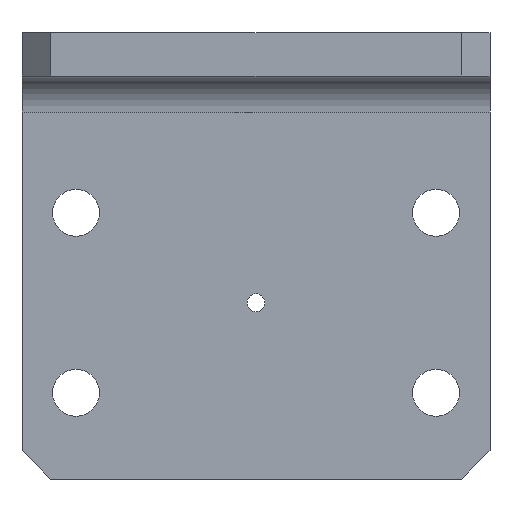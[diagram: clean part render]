
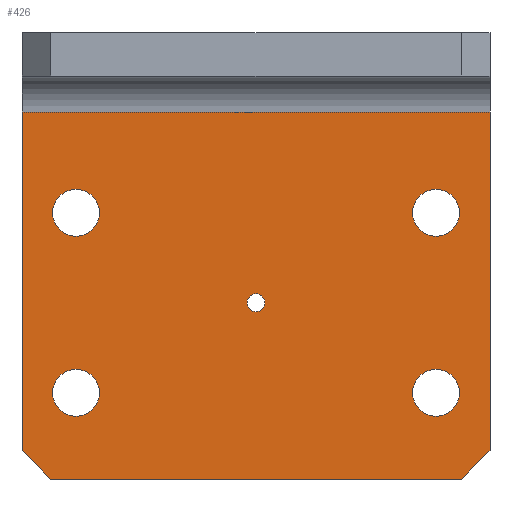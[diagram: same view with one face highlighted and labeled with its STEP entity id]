
A CAD part, left-side view. The second image highlights one B-rep face of the part: STEP entity #426.
In plain terms, the highlighted planar face has unit normal (-1, 0, 0).
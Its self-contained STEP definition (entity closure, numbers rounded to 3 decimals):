
#35 = VERTEX_POINT ( 'NONE', #630 ) ;
#43 = CARTESIAN_POINT ( 'NONE',  ( 56., 4., -62. ) ) ;
#49 = DIRECTION ( 'NONE',  ( -1., 0., 0. ) ) ;
#67 = DIRECTION ( 'NONE',  ( 0., 0., 1. ) ) ;
#71 = DIRECTION ( 'NONE',  ( 0., 0., 1. ) ) ;
#83 = EDGE_LOOP ( 'NONE', ( #600 ) ) ;
#88 = VECTOR ( 'NONE', #721, 1000. ) ;
#99 = EDGE_CURVE ( 'NONE', #527, #527, #792, .T. ) ;
#103 = CIRCLE ( 'NONE', #216, 3.25 ) ;
#104 = ORIENTED_EDGE ( 'NONE', *, *, #125, .T. ) ;
#125 = EDGE_CURVE ( 'NONE', #328, #655, #621, .T. ) ;
#130 = VECTOR ( 'NONE', #458, 1000. ) ;
#131 = EDGE_CURVE ( 'NONE', #35, #328, #705, .T. ) ;
#134 = DIRECTION ( 'NONE',  ( 0., 0., 1. ) ) ;
#143 = CIRCLE ( 'NONE', #411, 3.25 ) ;
#151 = EDGE_CURVE ( 'NONE', #337, #337, #272, .T. ) ;
#156 = CARTESIAN_POINT ( 'NONE',  ( 56., 65., -62. ) ) ;
#163 = DIRECTION ( 'NONE',  ( 1., 0., 0. ) ) ;
#168 = EDGE_CURVE ( 'NONE', #590, #590, #143, .T. ) ;
#174 = DIRECTION ( 'NONE',  ( -1., 0., 0. ) ) ;
#187 = DIRECTION ( 'NONE',  ( 0., -0.707, 0.707 ) ) ;
#194 = EDGE_CURVE ( 'NONE', #636, #655, #712, .T. ) ;
#195 = CARTESIAN_POINT ( 'NONE',  ( 56., 7.5, -50. ) ) ;
#206 = EDGE_CURVE ( 'NONE', #557, #491, #591, .T. ) ;
#216 = AXIS2_PLACEMENT_3D ( 'NONE', #472, #773, #134 ) ;
#222 = VERTEX_POINT ( 'NONE', #430 ) ;
#223 = ORIENTED_EDGE ( 'NONE', *, *, #287, .F. ) ;
#230 = AXIS2_PLACEMENT_3D ( 'NONE', #195, #274, #67 ) ;
#255 = CARTESIAN_POINT ( 'NONE',  ( 56., 0., -62. ) ) ;
#269 = CARTESIAN_POINT ( 'NONE',  ( 56., 65., -11. ) ) ;
#270 = CARTESIAN_POINT ( 'NONE',  ( 56., 57.5, -46.75 ) ) ;
#272 = CIRCLE ( 'NONE', #553, 1.25 ) ;
#274 = DIRECTION ( 'NONE',  ( -1., 0., 0. ) ) ;
#277 = CARTESIAN_POINT ( 'NONE',  ( 56., 7.5, -21.75 ) ) ;
#282 = PLANE ( 'NONE',  #369 ) ;
#287 = EDGE_CURVE ( 'NONE', #565, #565, #103, .T. ) ;
#289 = EDGE_LOOP ( 'NONE', ( #376 ) ) ;
#290 = FACE_BOUND ( 'NONE', #289, .T. ) ;
#301 = EDGE_LOOP ( 'NONE', ( #223 ) ) ;
#312 = VECTOR ( 'NONE', #586, 1000. ) ;
#320 = LINE ( 'NONE', #741, #469 ) ;
#328 = VERTEX_POINT ( 'NONE', #419 ) ;
#337 = VERTEX_POINT ( 'NONE', #774 ) ;
#365 = EDGE_LOOP ( 'NONE', ( #733 ) ) ;
#369 = AXIS2_PLACEMENT_3D ( 'NONE', #156, #163, #675 ) ;
#376 = ORIENTED_EDGE ( 'NONE', *, *, #99, .F. ) ;
#381 = VECTOR ( 'NONE', #187, 1000. ) ;
#411 = AXIS2_PLACEMENT_3D ( 'NONE', #818, #174, #697 ) ;
#419 = CARTESIAN_POINT ( 'NONE',  ( 56., 0., -58. ) ) ;
#426 = ADVANCED_FACE ( 'NONE', ( #494, #730, #732, #738, #290, #547 ), #282, .F. ) ;
#430 = CARTESIAN_POINT ( 'NONE',  ( 56., 7.5, -46.75 ) ) ;
#441 = ORIENTED_EDGE ( 'NONE', *, *, #168, .F. ) ;
#457 = CARTESIAN_POINT ( 'NONE',  ( 56., 7.5, -25. ) ) ;
#458 = DIRECTION ( 'NONE',  ( 0., 0., 1. ) ) ;
#462 = DIRECTION ( 'NONE',  ( -1., 0., 0. ) ) ;
#465 = DIRECTION ( 'NONE',  ( 0., -1., 0. ) ) ;
#469 = VECTOR ( 'NONE', #758, 1000. ) ;
#472 = CARTESIAN_POINT ( 'NONE',  ( 56., 57.5, -25. ) ) ;
#475 = CARTESIAN_POINT ( 'NONE',  ( 56., 65., -11. ) ) ;
#481 = EDGE_LOOP ( 'NONE', ( #441 ) ) ;
#491 = VERTEX_POINT ( 'NONE', #825 ) ;
#494 = FACE_BOUND ( 'NONE', #83, .T. ) ;
#511 = ORIENTED_EDGE ( 'NONE', *, *, #606, .F. ) ;
#515 = DIRECTION ( 'NONE',  ( 0., 0., 1. ) ) ;
#516 = EDGE_LOOP ( 'NONE', ( #611, #722, #104, #592, #511, #682 ) ) ;
#518 = VECTOR ( 'NONE', #465, 1000. ) ;
#521 = CARTESIAN_POINT ( 'NONE',  ( 56., 0., -11. ) ) ;
#527 = VERTEX_POINT ( 'NONE', #277 ) ;
#547 = FACE_OUTER_BOUND ( 'NONE', #516, .T. ) ;
#553 = AXIS2_PLACEMENT_3D ( 'NONE', #751, #49, #515 ) ;
#557 = VERTEX_POINT ( 'NONE', #816 ) ;
#565 = VERTEX_POINT ( 'NONE', #686 ) ;
#586 = DIRECTION ( 'NONE',  ( 0., -0.707, -0.707 ) ) ;
#590 = VERTEX_POINT ( 'NONE', #270 ) ;
#591 = LINE ( 'NONE', #832, #312 ) ;
#592 = ORIENTED_EDGE ( 'NONE', *, *, #194, .F. ) ;
#595 = CIRCLE ( 'NONE', #230, 3.25 ) ;
#600 = ORIENTED_EDGE ( 'NONE', *, *, #151, .F. ) ;
#606 = EDGE_CURVE ( 'NONE', #557, #636, #320, .T. ) ;
#611 = ORIENTED_EDGE ( 'NONE', *, *, #714, .T. ) ;
#621 = LINE ( 'NONE', #255, #130 ) ;
#630 = CARTESIAN_POINT ( 'NONE',  ( 56., 4., -62. ) ) ;
#636 = VERTEX_POINT ( 'NONE', #475 ) ;
#642 = LINE ( 'NONE', #706, #518 ) ;
#655 = VERTEX_POINT ( 'NONE', #521 ) ;
#675 = DIRECTION ( 'NONE',  ( 0., 0., -1. ) ) ;
#682 = ORIENTED_EDGE ( 'NONE', *, *, #206, .T. ) ;
#683 = EDGE_CURVE ( 'NONE', #222, #222, #595, .T. ) ;
#686 = CARTESIAN_POINT ( 'NONE',  ( 56., 57.5, -21.75 ) ) ;
#697 = DIRECTION ( 'NONE',  ( 0., 0., 1. ) ) ;
#705 = LINE ( 'NONE', #43, #381 ) ;
#706 = CARTESIAN_POINT ( 'NONE',  ( 56., 65., -62. ) ) ;
#712 = LINE ( 'NONE', #269, #88 ) ;
#714 = EDGE_CURVE ( 'NONE', #491, #35, #642, .T. ) ;
#721 = DIRECTION ( 'NONE',  ( 0., -1., 0. ) ) ;
#722 = ORIENTED_EDGE ( 'NONE', *, *, #131, .T. ) ;
#730 = FACE_BOUND ( 'NONE', #481, .T. ) ;
#732 = FACE_BOUND ( 'NONE', #301, .T. ) ;
#733 = ORIENTED_EDGE ( 'NONE', *, *, #683, .F. ) ;
#738 = FACE_BOUND ( 'NONE', #365, .T. ) ;
#741 = CARTESIAN_POINT ( 'NONE',  ( 56., 65., -62. ) ) ;
#751 = CARTESIAN_POINT ( 'NONE',  ( 56., 32.5, -37.5 ) ) ;
#758 = DIRECTION ( 'NONE',  ( 0., 0., 1. ) ) ;
#773 = DIRECTION ( 'NONE',  ( -1., 0., 0. ) ) ;
#774 = CARTESIAN_POINT ( 'NONE',  ( 56., 32.5, -36.25 ) ) ;
#792 = CIRCLE ( 'NONE', #812, 3.25 ) ;
#812 = AXIS2_PLACEMENT_3D ( 'NONE', #457, #462, #71 ) ;
#816 = CARTESIAN_POINT ( 'NONE',  ( 56., 65., -58. ) ) ;
#818 = CARTESIAN_POINT ( 'NONE',  ( 56., 57.5, -50. ) ) ;
#825 = CARTESIAN_POINT ( 'NONE',  ( 56., 61., -62. ) ) ;
#832 = CARTESIAN_POINT ( 'NONE',  ( 56., 65., -58. ) ) ;
